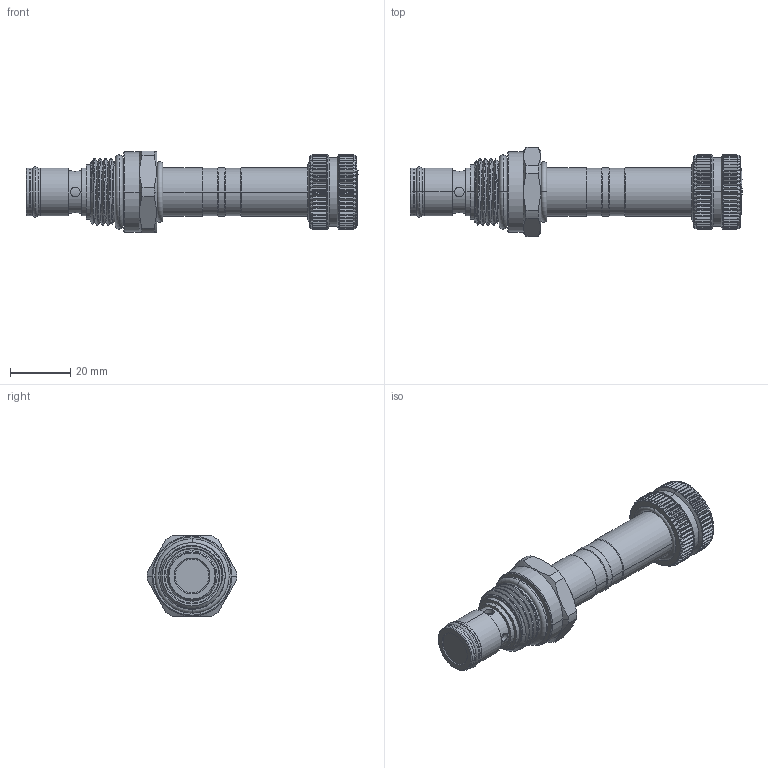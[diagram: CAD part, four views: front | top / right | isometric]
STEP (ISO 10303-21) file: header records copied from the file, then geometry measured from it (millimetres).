
FILE_DESCRIPTION (( 'STEP AP203' ), '1' );
FILE_NAME ('EP10W2C52P04.STEP', '2020-04-08T01:18:53', ( '' ), ( '' ), 'SwSTEP 2.0', 'SolidWorks 2018', '' );
FILE_SCHEMA (( 'CONFIG_CONTROL_DESIGN' ));
Length unit declared in the file: millimetre
Products named in the file (1): EP10W2C52P04
Bounding box: 109.9 x 29.6 x 27 mm (x, y, z)
Volume: 31702.2 mm3; surface area: 10682.4 mm2
Topology: 3 solids, 3 shells, 1012 faces, 2664 edges, 1683 vertices
Faces by surface type: plane 437, cylinder 399, cone 151, torus 14, bspline 11
Entity records: 35955 total; most frequent: CARTESIAN_POINT 11768, ORIENTED_EDGE 5328, DIRECTION 4757, EDGE_CURVE 2664, AXIS2_PLACEMENT_3D 1833, VERTEX_POINT 1683, LINE 1091, VECTOR 1091
